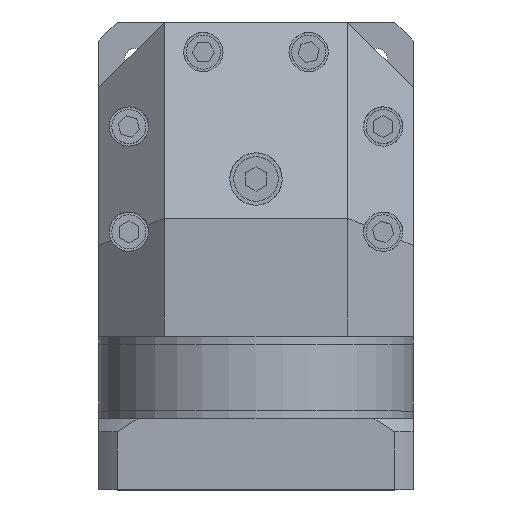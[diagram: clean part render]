
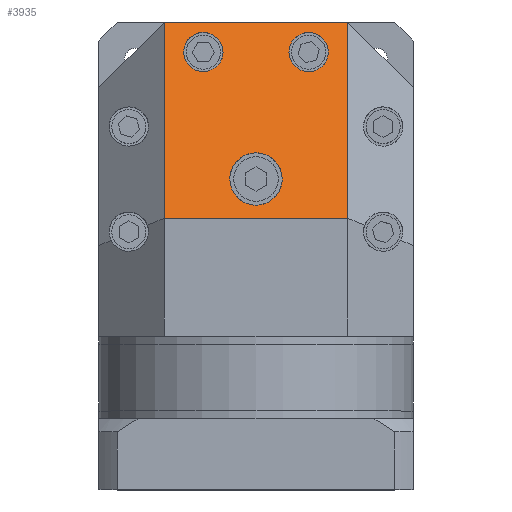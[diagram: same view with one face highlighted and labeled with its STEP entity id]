
A CAD part, top view. The second image highlights one B-rep face of the part: STEP entity #3935.
In plain terms, the highlighted planar face has unit normal (0, 0.707, 0.707).
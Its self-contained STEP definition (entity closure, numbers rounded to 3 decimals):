
#78 = CARTESIAN_POINT ( 'NONE',  ( 27.591, 48.504, -3.504 ) ) ;
#83 = EDGE_LOOP ( 'NONE', ( #2501, #12080 ) ) ;
#159 = FACE_BOUND ( 'NONE', #83, .T. ) ;
#314 = CARTESIAN_POINT ( 'NONE',  ( 12.591, 48.504, -3.504 ) ) ;
#318 = CARTESIAN_POINT ( 'NONE',  ( 10., 0., 45. ) ) ;
#362 = VECTOR ( 'NONE', #9005, 1000. ) ;
#410 = CARTESIAN_POINT ( 'NONE',  ( -27.591, 63.504, -18.504 ) ) ;
#566 = ORIENTED_EDGE ( 'NONE', *, *, #9993, .F. ) ;
#909 = LINE ( 'NONE', #8075, #12630 ) ;
#1477 = LINE ( 'NONE', #13410, #7373 ) ;
#1766 = ORIENTED_EDGE ( 'NONE', *, *, #8595, .T. ) ;
#1798 = CARTESIAN_POINT ( 'NONE',  ( -12.591, 63.504, -18.504 ) ) ;
#1981 =( BOUNDED_CURVE ( )  B_SPLINE_CURVE ( 3, ( #3988, #5195, #13357, #6366 ),
 .UNSPECIFIED., .F., .T. ) 
 B_SPLINE_CURVE_WITH_KNOTS ( ( 4, 4 ),
 ( 4.712, 7.854 ),
 .UNSPECIFIED. ) 
 CURVE ( )  GEOMETRIC_REPRESENTATION_ITEM ( )  RATIONAL_B_SPLINE_CURVE ( ( 1., 0.333, 0.333, 1. ) ) 
 REPRESENTATION_ITEM ( '' )  );
#2014 = VERTEX_POINT ( 'NONE', #12826 ) ;
#2141 = VERTEX_POINT ( 'NONE', #4434 ) ;
#2362 = DIRECTION ( 'NONE',  ( -1., 0., 0. ) ) ;
#2501 = ORIENTED_EDGE ( 'NONE', *, *, #9180, .F. ) ;
#2784 = DIRECTION ( 'NONE',  ( 0., 0.707, -0.707 ) ) ;
#2939 = FACE_BOUND ( 'NONE', #11364, .T. ) ;
#2950 = VERTEX_POINT ( 'NONE', #314 ) ;
#3110 = CARTESIAN_POINT ( 'NONE',  ( 0., -15., 60. ) ) ;
#3211 = CARTESIAN_POINT ( 'NONE',  ( 12.591, 48.504, -3.504 ) ) ;
#3489 = ORIENTED_EDGE ( 'NONE', *, *, #13751, .F. ) ;
#3567 =( BOUNDED_CURVE ( )  B_SPLINE_CURVE ( 3, ( #318, #14412, #3921, #12109 ),
 .UNSPECIFIED., .F., .T. ) 
 B_SPLINE_CURVE_WITH_KNOTS ( ( 4, 4 ),
 ( 1.571, 4.712 ),
 .UNSPECIFIED. ) 
 CURVE ( )  GEOMETRIC_REPRESENTATION_ITEM ( )  RATIONAL_B_SPLINE_CURVE ( ( 1., 0.333, 0.333, 1. ) ) 
 REPRESENTATION_ITEM ( '' )  );
#3657 = CARTESIAN_POINT ( 'NONE',  ( 12.591, 48.504, -3.504 ) ) ;
#3921 = CARTESIAN_POINT ( 'NONE',  ( -10., 20., 25. ) ) ;
#3935 = ADVANCED_FACE ( 'NONE', ( #159, #6078, #2939, #15042 ), #11683, .F. ) ;
#3988 = CARTESIAN_POINT ( 'NONE',  ( -27.591, 48.504, -3.504 ) ) ;
#4064 = EDGE_CURVE ( 'NONE', #8486, #8346, #14634, .T. ) ;
#4224 =( BOUNDED_CURVE ( )  B_SPLINE_CURVE ( 3, ( #12348, #13544, #6552, #14726 ),
 .UNSPECIFIED., .F., .F. ) 
 B_SPLINE_CURVE_WITH_KNOTS ( ( 4, 4 ),
 ( 4.712, 7.854 ),
 .UNSPECIFIED. ) 
 CURVE ( )  GEOMETRIC_REPRESENTATION_ITEM ( )  RATIONAL_B_SPLINE_CURVE ( ( 1., 0.333, 0.333, 1. ) ) 
 REPRESENTATION_ITEM ( '' )  );
#4262 = CARTESIAN_POINT ( 'NONE',  ( 35., 60., -15. ) ) ;
#4408 = CARTESIAN_POINT ( 'NONE',  ( 27.591, 33.504, 11.496 ) ) ;
#4434 = CARTESIAN_POINT ( 'NONE',  ( 35., -15., 60. ) ) ;
#4593 = VERTEX_POINT ( 'NONE', #12400 ) ;
#4628 = LINE ( 'NONE', #3110, #362 ) ;
#4675 = CARTESIAN_POINT ( 'NONE',  ( 0., -15., 60. ) ) ;
#4908 = AXIS2_PLACEMENT_3D ( 'NONE', #4675, #7038, #2362 ) ;
#4956 = CARTESIAN_POINT ( 'NONE',  ( -35., -15., 60. ) ) ;
#5160 = ORIENTED_EDGE ( 'NONE', *, *, #8049, .F. ) ;
#5195 = CARTESIAN_POINT ( 'NONE',  ( -27.591, 33.504, 11.496 ) ) ;
#5688 = DIRECTION ( 'NONE',  ( 0., -0.707, 0.707 ) ) ;
#6078 = FACE_BOUND ( 'NONE', #8517, .T. ) ;
#6178 = CARTESIAN_POINT ( 'NONE',  ( -12.591, 48.504, -3.504 ) ) ;
#6366 = CARTESIAN_POINT ( 'NONE',  ( -12.591, 48.504, -3.504 ) ) ;
#6489 = CARTESIAN_POINT ( 'NONE',  ( -60., 60., -15. ) ) ;
#6552 = CARTESIAN_POINT ( 'NONE',  ( 10., -20., 65. ) ) ;
#6561 = VERTEX_POINT ( 'NONE', #14692 ) ;
#6941 = ORIENTED_EDGE ( 'NONE', *, *, #14268, .F. ) ;
#7038 = DIRECTION ( 'NONE',  ( 0., -0.707, -0.707 ) ) ;
#7102 = CARTESIAN_POINT ( 'NONE',  ( -27.591, 48.504, -3.504 ) ) ;
#7373 = VECTOR ( 'NONE', #2784, 1000. ) ;
#7603 = ORIENTED_EDGE ( 'NONE', *, *, #12250, .F. ) ;
#7779 = CARTESIAN_POINT ( 'NONE',  ( -10., 0., 45. ) ) ;
#8049 = EDGE_CURVE ( 'NONE', #6561, #8957, #14851, .T. ) ;
#8075 = CARTESIAN_POINT ( 'NONE',  ( -35., -15., 60. ) ) ;
#8148 =( BOUNDED_CURVE ( )  B_SPLINE_CURVE ( 3, ( #78, #11795, #10674, #3657 ),
 .UNSPECIFIED., .F., .T. ) 
 B_SPLINE_CURVE_WITH_KNOTS ( ( 4, 4 ),
 ( 1.571, 4.712 ),
 .UNSPECIFIED. ) 
 CURVE ( )  GEOMETRIC_REPRESENTATION_ITEM ( )  RATIONAL_B_SPLINE_CURVE ( ( 1., 0.333, 0.333, 1. ) ) 
 REPRESENTATION_ITEM ( '' )  );
#8230 = EDGE_CURVE ( 'NONE', #6561, #12998, #909, .T. ) ;
#8346 = VERTEX_POINT ( 'NONE', #7102 ) ;
#8486 = VERTEX_POINT ( 'NONE', #6178 ) ;
#8517 = EDGE_LOOP ( 'NONE', ( #13919, #7603 ) ) ;
#8595 = EDGE_CURVE ( 'NONE', #2141, #8957, #1477, .T. ) ;
#8691 = VECTOR ( 'NONE', #9976, 1000. ) ;
#8957 = VERTEX_POINT ( 'NONE', #4262 ) ;
#9005 = DIRECTION ( 'NONE',  ( -1., 0., 0. ) ) ;
#9180 = EDGE_CURVE ( 'NONE', #4593, #2950, #8148, .T. ) ;
#9417 = CARTESIAN_POINT ( 'NONE',  ( -27.591, 48.504, -3.504 ) ) ;
#9976 = DIRECTION ( 'NONE',  ( 1., 0., 0. ) ) ;
#9993 = EDGE_CURVE ( 'NONE', #10624, #2014, #4224, .T. ) ;
#10624 = VERTEX_POINT ( 'NONE', #7779 ) ;
#10674 = CARTESIAN_POINT ( 'NONE',  ( 12.591, 63.504, -18.504 ) ) ;
#10712 = EDGE_CURVE ( 'NONE', #2950, #4593, #11264, .T. ) ;
#11123 = CARTESIAN_POINT ( 'NONE',  ( -12.591, 48.504, -3.504 ) ) ;
#11264 =( BOUNDED_CURVE ( )  B_SPLINE_CURVE ( 3, ( #3211, #11429, #4408, #12574 ),
 .UNSPECIFIED., .F., .F. ) 
 B_SPLINE_CURVE_WITH_KNOTS ( ( 4, 4 ),
 ( 4.712, 7.854 ),
 .UNSPECIFIED. ) 
 CURVE ( )  GEOMETRIC_REPRESENTATION_ITEM ( )  RATIONAL_B_SPLINE_CURVE ( ( 1., 0.333, 0.333, 1. ) ) 
 REPRESENTATION_ITEM ( '' )  );
#11364 = EDGE_LOOP ( 'NONE', ( #3489, #566 ) ) ;
#11429 = CARTESIAN_POINT ( 'NONE',  ( 12.591, 33.504, 11.496 ) ) ;
#11683 = PLANE ( 'NONE',  #4908 ) ;
#11795 = CARTESIAN_POINT ( 'NONE',  ( 27.591, 63.504, -18.504 ) ) ;
#11809 = EDGE_LOOP ( 'NONE', ( #5160, #15192, #6941, #1766 ) ) ;
#12080 = ORIENTED_EDGE ( 'NONE', *, *, #10712, .F. ) ;
#12109 = CARTESIAN_POINT ( 'NONE',  ( -10., 0., 45. ) ) ;
#12250 = EDGE_CURVE ( 'NONE', #8346, #8486, #1981, .T. ) ;
#12348 = CARTESIAN_POINT ( 'NONE',  ( -10., 0., 45. ) ) ;
#12400 = CARTESIAN_POINT ( 'NONE',  ( 27.591, 48.504, -3.504 ) ) ;
#12574 = CARTESIAN_POINT ( 'NONE',  ( 27.591, 48.504, -3.504 ) ) ;
#12630 = VECTOR ( 'NONE', #5688, 1000. ) ;
#12826 = CARTESIAN_POINT ( 'NONE',  ( 10., 0., 45. ) ) ;
#12998 = VERTEX_POINT ( 'NONE', #4956 ) ;
#13357 = CARTESIAN_POINT ( 'NONE',  ( -12.591, 33.504, 11.496 ) ) ;
#13410 = CARTESIAN_POINT ( 'NONE',  ( 35., -15., 60. ) ) ;
#13544 = CARTESIAN_POINT ( 'NONE',  ( -10., -20., 65. ) ) ;
#13751 = EDGE_CURVE ( 'NONE', #2014, #10624, #3567, .T. ) ;
#13919 = ORIENTED_EDGE ( 'NONE', *, *, #4064, .F. ) ;
#14268 = EDGE_CURVE ( 'NONE', #2141, #12998, #4628, .T. ) ;
#14412 = CARTESIAN_POINT ( 'NONE',  ( 10., 20., 25. ) ) ;
#14634 =( BOUNDED_CURVE ( )  B_SPLINE_CURVE ( 3, ( #11123, #1798, #410, #9417 ),
 .UNSPECIFIED., .F., .F. ) 
 B_SPLINE_CURVE_WITH_KNOTS ( ( 4, 4 ),
 ( 1.571, 4.712 ),
 .UNSPECIFIED. ) 
 CURVE ( )  GEOMETRIC_REPRESENTATION_ITEM ( )  RATIONAL_B_SPLINE_CURVE ( ( 1., 0.333, 0.333, 1. ) ) 
 REPRESENTATION_ITEM ( '' )  );
#14692 = CARTESIAN_POINT ( 'NONE',  ( -35., 60., -15. ) ) ;
#14726 = CARTESIAN_POINT ( 'NONE',  ( 10., 0., 45. ) ) ;
#14851 = LINE ( 'NONE', #6489, #8691 ) ;
#15042 = FACE_OUTER_BOUND ( 'NONE', #11809, .T. ) ;
#15192 = ORIENTED_EDGE ( 'NONE', *, *, #8230, .T. ) ;
